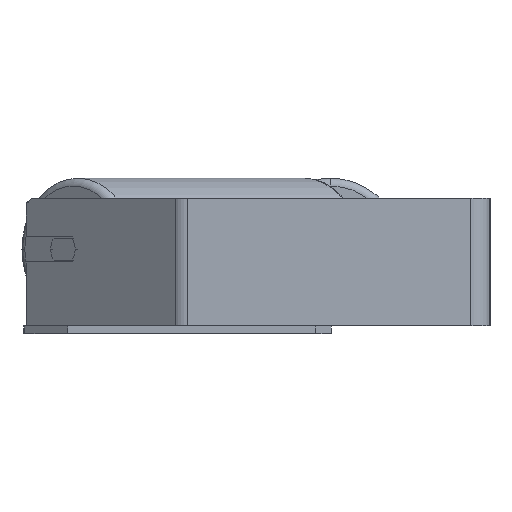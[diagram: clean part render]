
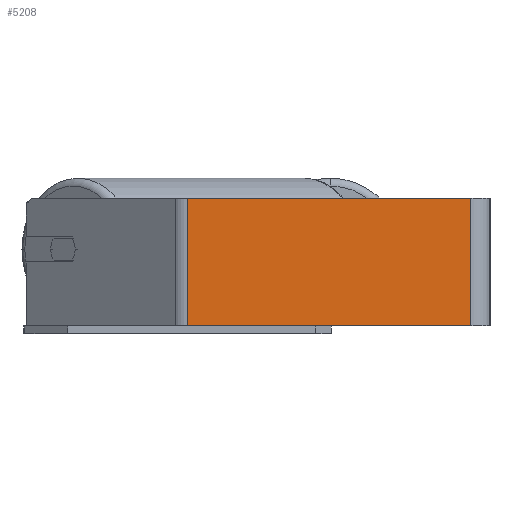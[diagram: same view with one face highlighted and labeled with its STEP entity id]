
A CAD part, left-side view. The second image highlights one B-rep face of the part: STEP entity #5208.
In plain terms, the highlighted planar face has unit normal (-1, 0, 0).
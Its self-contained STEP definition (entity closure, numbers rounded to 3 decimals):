
#54 = CARTESIAN_POINT ( 'NONE',  ( -400., 189.316, 40. ) ) ;
#320 = CARTESIAN_POINT ( 'NONE',  ( -400., 189.316, -40. ) ) ;
#682 = ORIENTED_EDGE ( 'NONE', *, *, #3632, .T. ) ;
#1200 = VERTEX_POINT ( 'NONE', #7096 ) ;
#1331 = DIRECTION ( 'NONE',  ( 0., -1., 0. ) ) ;
#1568 = EDGE_CURVE ( 'NONE', #1200, #7389, #7049, .T. ) ;
#1755 = VECTOR ( 'NONE', #4266, 1000. ) ;
#1987 = LINE ( 'NONE', #7546, #7639 ) ;
#1996 = ORIENTED_EDGE ( 'NONE', *, *, #5735, .F. ) ;
#2448 = CARTESIAN_POINT ( 'NONE',  ( -400., 12., 40. ) ) ;
#2898 = CARTESIAN_POINT ( 'NONE',  ( -400., 193.684, -40. ) ) ;
#3032 = LINE ( 'NONE', #2898, #8944 ) ;
#3043 = PLANE ( 'NONE',  #4426 ) ;
#3095 = DIRECTION ( 'NONE',  ( 1., 0., 0. ) ) ;
#3582 = VERTEX_POINT ( 'NONE', #8264 ) ;
#3632 = EDGE_CURVE ( 'NONE', #7389, #3582, #3032, .T. ) ;
#4266 = DIRECTION ( 'NONE',  ( 0., 0., -1. ) ) ;
#4426 = AXIS2_PLACEMENT_3D ( 'NONE', #5698, #3095, #6465 ) ;
#5208 = ADVANCED_FACE ( 'NONE', ( #8536 ), #3043, .F. ) ;
#5467 = EDGE_LOOP ( 'NONE', ( #682, #7793, #1996, #7236 ) ) ;
#5698 = CARTESIAN_POINT ( 'NONE',  ( -400., 193.684, 40. ) ) ;
#5735 = EDGE_CURVE ( 'NONE', #1200, #8214, #1987, .T. ) ;
#5776 = DIRECTION ( 'NONE',  ( 0., -1., 0. ) ) ;
#6465 = DIRECTION ( 'NONE',  ( 0., 0., -1. ) ) ;
#6791 = CARTESIAN_POINT ( 'NONE',  ( -400., 12., 40. ) ) ;
#6956 = VECTOR ( 'NONE', #8172, 1000. ) ;
#7049 = LINE ( 'NONE', #54, #1755 ) ;
#7096 = CARTESIAN_POINT ( 'NONE',  ( -400., 189.316, 40. ) ) ;
#7236 = ORIENTED_EDGE ( 'NONE', *, *, #1568, .T. ) ;
#7389 = VERTEX_POINT ( 'NONE', #320 ) ;
#7528 = LINE ( 'NONE', #6791, #6956 ) ;
#7546 = CARTESIAN_POINT ( 'NONE',  ( -400., 193.684, 40. ) ) ;
#7639 = VECTOR ( 'NONE', #1331, 1000. ) ;
#7674 = EDGE_CURVE ( 'NONE', #8214, #3582, #7528, .T. ) ;
#7793 = ORIENTED_EDGE ( 'NONE', *, *, #7674, .F. ) ;
#8172 = DIRECTION ( 'NONE',  ( 0., 0., -1. ) ) ;
#8214 = VERTEX_POINT ( 'NONE', #2448 ) ;
#8264 = CARTESIAN_POINT ( 'NONE',  ( -400., 12., -40. ) ) ;
#8536 = FACE_OUTER_BOUND ( 'NONE', #5467, .T. ) ;
#8944 = VECTOR ( 'NONE', #5776, 1000. ) ;
